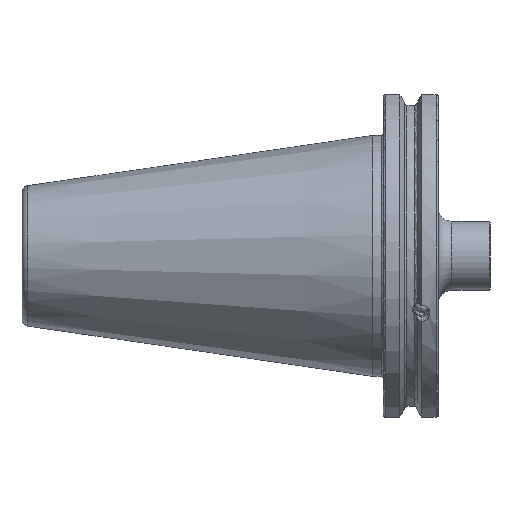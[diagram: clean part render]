
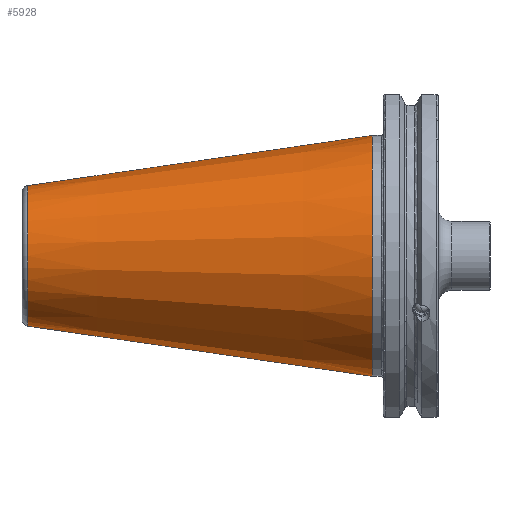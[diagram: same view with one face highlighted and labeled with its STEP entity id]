
A CAD part, front view. The second image highlights one B-rep face of the part: STEP entity #5928.
In plain terms, the highlighted conical face has half-angle 8.297 degrees and reference radius 34.925 mm.
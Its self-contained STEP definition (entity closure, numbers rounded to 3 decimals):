
#8 = ORIENTED_EDGE ( 'NONE', *, *, #2145, .T. ) ;
#117 = CARTESIAN_POINT ( 'NONE',  ( 0., 0., 0. ) ) ;
#870 = AXIS2_PLACEMENT_3D ( 'NONE', #1867, #1847, #1809 ) ;
#1177 = CARTESIAN_POINT ( 'NONE',  ( -99.889, 0., 0. ) ) ;
#1493 = CIRCLE ( 'NONE', #870, 34.925 ) ;
#1559 = EDGE_CURVE ( 'NONE', #3916, #6644, #3130, .T. ) ;
#1809 = DIRECTION ( 'NONE',  ( 0., 0., 1. ) ) ;
#1847 = DIRECTION ( 'NONE',  ( -1., 0., 0. ) ) ;
#1867 = CARTESIAN_POINT ( 'NONE',  ( 0., 0., 0. ) ) ;
#1932 = AXIS2_PLACEMENT_3D ( 'NONE', #1177, #2463, #7059 ) ;
#1973 = EDGE_CURVE ( 'NONE', #6624, #2242, #7739, .T. ) ;
#2145 = EDGE_CURVE ( 'NONE', #2242, #6644, #1493, .T. ) ;
#2242 = VERTEX_POINT ( 'NONE', #5137 ) ;
#2463 = DIRECTION ( 'NONE',  ( -1., 0., 0. ) ) ;
#2917 = VECTOR ( 'NONE', #6026, 1000. ) ;
#3100 = CARTESIAN_POINT ( 'NONE',  ( 0., 0., -34.925 ) ) ;
#3130 = LINE ( 'NONE', #5991, #2917 ) ;
#3694 = CARTESIAN_POINT ( 'NONE',  ( 0., 0., 34.925 ) ) ;
#3697 = CIRCLE ( 'NONE', #1932, 20.358 ) ;
#3916 = VERTEX_POINT ( 'NONE', #4268 ) ;
#3980 = DIRECTION ( 'NONE',  ( 1., 0., 0. ) ) ;
#4217 = VECTOR ( 'NONE', #6567, 1000. ) ;
#4268 = CARTESIAN_POINT ( 'NONE',  ( -99.889, 0., 20.358 ) ) ;
#4335 = CARTESIAN_POINT ( 'NONE',  ( -99.889, 0., -20.358 ) ) ;
#4960 = ORIENTED_EDGE ( 'NONE', *, *, #8037, .F. ) ;
#5077 = EDGE_LOOP ( 'NONE', ( #6531, #4960, #6733, #8 ) ) ;
#5137 = CARTESIAN_POINT ( 'NONE',  ( 0., 0., -34.925 ) ) ;
#5928 = ADVANCED_FACE ( 'NONE', ( #6660 ), #8191, .T. ) ;
#5991 = CARTESIAN_POINT ( 'NONE',  ( 0., 0., 34.925 ) ) ;
#6026 = DIRECTION ( 'NONE',  ( 0.99, 0., 0.144 ) ) ;
#6531 = ORIENTED_EDGE ( 'NONE', *, *, #1559, .F. ) ;
#6567 = DIRECTION ( 'NONE',  ( 0.99, 0., -0.144 ) ) ;
#6624 = VERTEX_POINT ( 'NONE', #4335 ) ;
#6644 = VERTEX_POINT ( 'NONE', #3694 ) ;
#6660 = FACE_OUTER_BOUND ( 'NONE', #5077, .T. ) ;
#6733 = ORIENTED_EDGE ( 'NONE', *, *, #1973, .T. ) ;
#7059 = DIRECTION ( 'NONE',  ( 0., 0., 1. ) ) ;
#7189 = AXIS2_PLACEMENT_3D ( 'NONE', #117, #3980, #7950 ) ;
#7739 = LINE ( 'NONE', #3100, #4217 ) ;
#7950 = DIRECTION ( 'NONE',  ( 0., 0., -1. ) ) ;
#8037 = EDGE_CURVE ( 'NONE', #6624, #3916, #3697, .T. ) ;
#8191 = CONICAL_SURFACE ( 'NONE', #7189, 34.925, 0.145 ) ;
